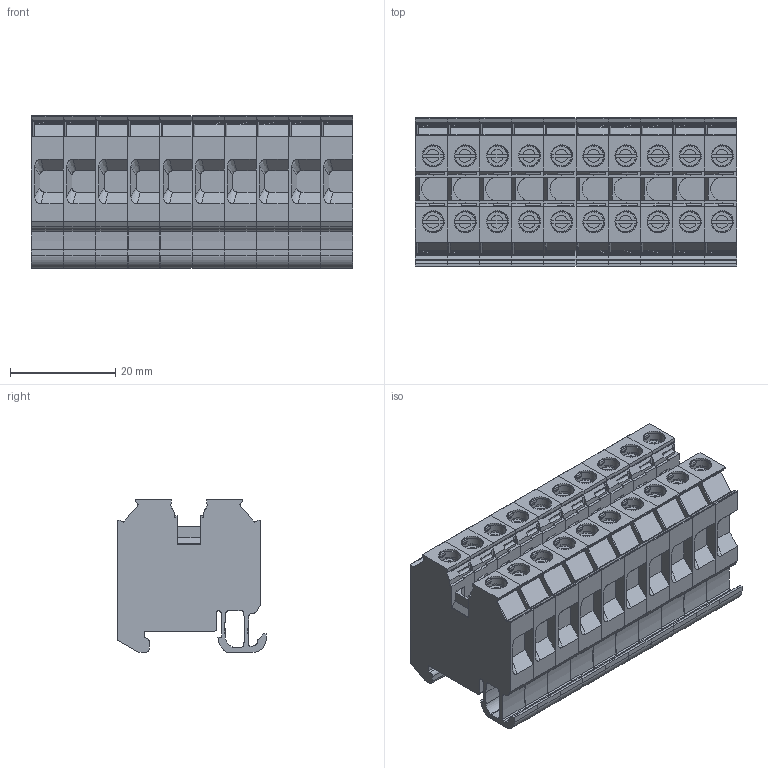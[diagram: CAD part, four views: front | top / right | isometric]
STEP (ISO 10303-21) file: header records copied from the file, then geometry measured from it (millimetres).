
FILE_DESCRIPTION(('CATIA V5 STEP Exchange','CAx-IF Rec.Pracs.--- Model Styling and Organization---1.4--- 2014-01-23'),'2;1');
FILE_NAME ('035316-1_2', '2022-09-05T06:49:13+00:00', ('none'), ('Weidmueller'), 'CATIA Version 5-6 Release 2016 SP3 HF44', 'CATIA V5 STEP AP214', 'none');
FILE_SCHEMA(('AUTOMOTIVE_DESIGN { 1 0 10303 214 1 1 1 1 }'));
Products named in the file (1): 0359560000
Bounding box: 61 x 28.15 x 29 mm (x, y, z)
Volume: 35432.3 mm3; surface area: 26875.7 mm2
Topology: 30 solids, 30 shells, 3270 faces, 8940 edges, 5810 vertices
Faces by surface type: plane 1490, cylinder 1050, extrusion 310, torus 250, cone 130, bspline 40
Entity records: 108048 total; most frequent: CARTESIAN_POINT 30885, ORIENTED_EDGE 17880, DIRECTION 12400, EDGE_CURVE 8940, VERTEX_POINT 5810, VECTOR 5570, LINE 5260, AXIS2_PLACEMENT_3D 4671
